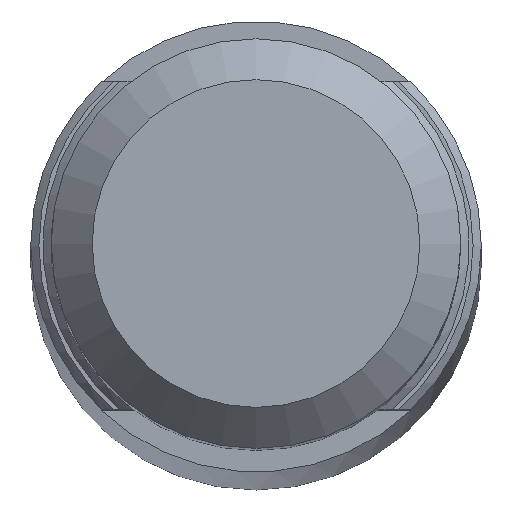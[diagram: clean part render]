
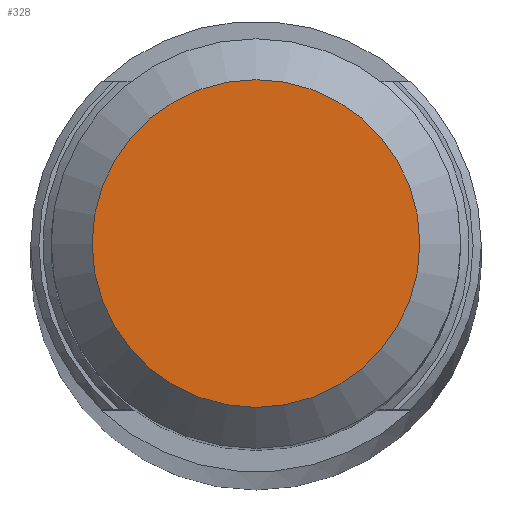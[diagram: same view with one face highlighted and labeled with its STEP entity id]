
A CAD part, top view. The second image highlights one B-rep face of the part: STEP entity #328.
In plain terms, the highlighted planar face has unit normal (0, 0, 1).
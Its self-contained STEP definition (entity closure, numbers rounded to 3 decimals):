
#20=PLANE('',#385);
#72=FACE_OUTER_BOUND('',#92,.T.);
#92=EDGE_LOOP('',(#260));
#128=CIRCLE('',#378,2.);
#157=VERTEX_POINT('',#567);
#192=EDGE_CURVE('',#157,#157,#128,.T.);
#260=ORIENTED_EDGE('',*,*,#192,.F.);
#328=ADVANCED_FACE('',(#72),#20,.T.);
#378=AXIS2_PLACEMENT_3D('',#569,#445,#446);
#385=AXIS2_PLACEMENT_3D('',#579,#462,#463);
#445=DIRECTION('center_axis',(0.,0.,-1.));
#446=DIRECTION('ref_axis',(-1.,0.,0.));
#462=DIRECTION('center_axis',(0.,0.,1.));
#463=DIRECTION('ref_axis',(1.,0.,0.));
#567=CARTESIAN_POINT('',(2.,0.,148.));
#569=CARTESIAN_POINT('Origin',(0.,0.,148.));
#579=CARTESIAN_POINT('Origin',(0.,0.,148.));
